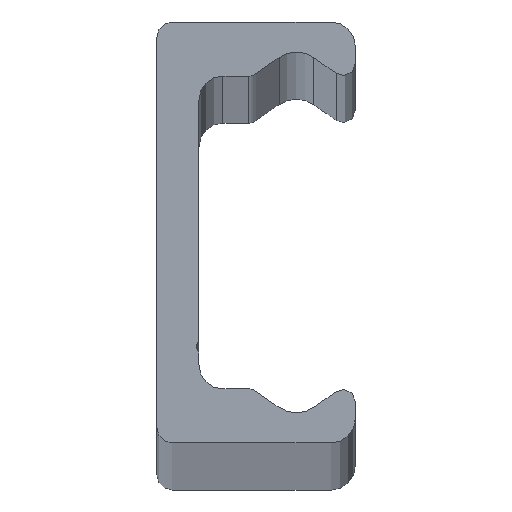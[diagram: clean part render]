
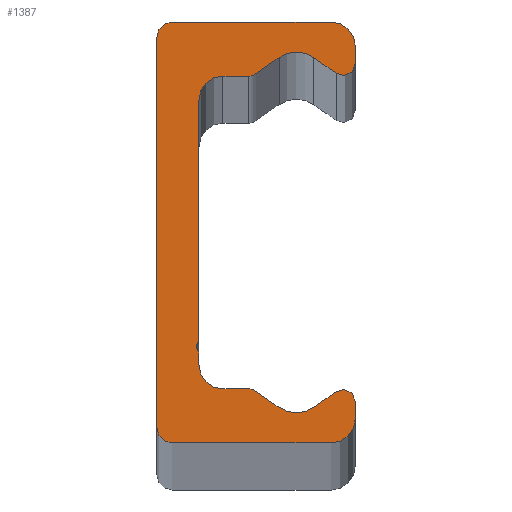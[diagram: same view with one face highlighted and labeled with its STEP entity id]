
A CAD part, top view. The second image highlights one B-rep face of the part: STEP entity #1387.
In plain terms, the highlighted planar face has unit normal (0, 0, 1).
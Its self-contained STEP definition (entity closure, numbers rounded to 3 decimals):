
#34=VECTOR('',#1864,1.);
#39=VECTOR('',#1876,1.);
#43=VECTOR('',#1887,1.);
#47=VECTOR('',#1898,1.);
#51=VECTOR('',#1909,1.);
#55=VECTOR('',#1920,1.);
#59=VECTOR('',#1931,1.);
#63=VECTOR('',#1942,1.);
#67=VECTOR('',#1953,1.);
#71=VECTOR('',#1964,1.);
#75=VECTOR('',#1975,1.);
#79=VECTOR('',#1986,1.);
#83=VECTOR('',#1997,1.);
#86=LINE('',#2233,#34);
#91=LINE('',#2248,#39);
#95=LINE('',#2260,#43);
#99=LINE('',#2272,#47);
#103=LINE('',#2284,#51);
#107=LINE('',#2296,#55);
#111=LINE('',#2308,#59);
#115=LINE('',#2320,#63);
#119=LINE('',#2332,#67);
#123=LINE('',#2344,#71);
#127=LINE('',#2356,#75);
#131=LINE('',#2368,#79);
#135=LINE('',#2380,#83);
#151=PLANE('',#1581);
#265=VERTEX_POINT('',#2234);
#266=VERTEX_POINT('',#2235);
#269=VERTEX_POINT('',#2243);
#271=VERTEX_POINT('',#2249);
#273=VERTEX_POINT('',#2255);
#275=VERTEX_POINT('',#2261);
#277=VERTEX_POINT('',#2267);
#279=VERTEX_POINT('',#2273);
#281=VERTEX_POINT('',#2279);
#283=VERTEX_POINT('',#2285);
#285=VERTEX_POINT('',#2291);
#287=VERTEX_POINT('',#2297);
#289=VERTEX_POINT('',#2303);
#291=VERTEX_POINT('',#2309);
#293=VERTEX_POINT('',#2315);
#295=VERTEX_POINT('',#2321);
#297=VERTEX_POINT('',#2327);
#299=VERTEX_POINT('',#2333);
#301=VERTEX_POINT('',#2339);
#303=VERTEX_POINT('',#2345);
#305=VERTEX_POINT('',#2351);
#307=VERTEX_POINT('',#2357);
#309=VERTEX_POINT('',#2363);
#311=VERTEX_POINT('',#2369);
#313=VERTEX_POINT('',#2375);
#315=VERTEX_POINT('',#2381);
#401=CIRCLE('',#1531,2.);
#403=CIRCLE('',#1535,1.);
#405=CIRCLE('',#1539,2.5);
#407=CIRCLE('',#1543,1.);
#409=CIRCLE('',#1547,2.);
#411=CIRCLE('',#1551,0.5);
#413=CIRCLE('',#1555,2.);
#415=CIRCLE('',#1559,1.);
#417=CIRCLE('',#1563,2.5);
#419=CIRCLE('',#1567,1.);
#421=CIRCLE('',#1571,2.);
#423=CIRCLE('',#1575,1.3);
#425=CIRCLE('',#1579,1.3);
#511=EDGE_CURVE('',#265,#266,#86,.T.);
#515=EDGE_CURVE('',#266,#269,#401,.T.);
#518=EDGE_CURVE('',#269,#271,#91,.T.);
#521=EDGE_CURVE('',#271,#273,#403,.T.);
#524=EDGE_CURVE('',#273,#275,#95,.T.);
#527=EDGE_CURVE('',#275,#277,#405,.T.);
#530=EDGE_CURVE('',#277,#279,#99,.T.);
#533=EDGE_CURVE('',#279,#281,#407,.T.);
#536=EDGE_CURVE('',#281,#283,#103,.T.);
#539=EDGE_CURVE('',#283,#285,#409,.T.);
#542=EDGE_CURVE('',#285,#287,#107,.T.);
#545=EDGE_CURVE('',#287,#289,#411,.T.);
#548=EDGE_CURVE('',#289,#291,#111,.T.);
#551=EDGE_CURVE('',#291,#293,#413,.T.);
#554=EDGE_CURVE('',#293,#295,#115,.T.);
#557=EDGE_CURVE('',#295,#297,#415,.T.);
#560=EDGE_CURVE('',#297,#299,#119,.T.);
#563=EDGE_CURVE('',#299,#301,#417,.T.);
#566=EDGE_CURVE('',#301,#303,#123,.T.);
#569=EDGE_CURVE('',#303,#305,#419,.T.);
#572=EDGE_CURVE('',#305,#307,#127,.T.);
#575=EDGE_CURVE('',#307,#309,#421,.T.);
#578=EDGE_CURVE('',#309,#311,#131,.T.);
#581=EDGE_CURVE('',#311,#313,#423,.T.);
#584=EDGE_CURVE('',#313,#315,#135,.T.);
#587=EDGE_CURVE('',#315,#265,#425,.T.);
#861=ORIENTED_EDGE('',*,*,#511,.F.);
#862=ORIENTED_EDGE('',*,*,#587,.F.);
#863=ORIENTED_EDGE('',*,*,#584,.F.);
#864=ORIENTED_EDGE('',*,*,#581,.F.);
#865=ORIENTED_EDGE('',*,*,#578,.F.);
#866=ORIENTED_EDGE('',*,*,#575,.F.);
#867=ORIENTED_EDGE('',*,*,#572,.F.);
#868=ORIENTED_EDGE('',*,*,#569,.F.);
#869=ORIENTED_EDGE('',*,*,#566,.F.);
#870=ORIENTED_EDGE('',*,*,#563,.F.);
#871=ORIENTED_EDGE('',*,*,#560,.F.);
#872=ORIENTED_EDGE('',*,*,#557,.F.);
#873=ORIENTED_EDGE('',*,*,#554,.F.);
#874=ORIENTED_EDGE('',*,*,#551,.F.);
#875=ORIENTED_EDGE('',*,*,#548,.F.);
#876=ORIENTED_EDGE('',*,*,#545,.F.);
#877=ORIENTED_EDGE('',*,*,#542,.F.);
#878=ORIENTED_EDGE('',*,*,#539,.F.);
#879=ORIENTED_EDGE('',*,*,#536,.F.);
#880=ORIENTED_EDGE('',*,*,#533,.F.);
#881=ORIENTED_EDGE('',*,*,#530,.F.);
#882=ORIENTED_EDGE('',*,*,#527,.F.);
#883=ORIENTED_EDGE('',*,*,#524,.F.);
#884=ORIENTED_EDGE('',*,*,#521,.F.);
#885=ORIENTED_EDGE('',*,*,#518,.F.);
#886=ORIENTED_EDGE('',*,*,#515,.F.);
#1107=EDGE_LOOP('',(#861,#862,#863,#864,#865,#866,#867,#868,#869,#870,#871,
#872,#873,#874,#875,#876,#877,#878,#879,#880,#881,#882,#883,#884,#885,#886));
#1303=FACE_BOUND('',#1107,.T.);
#1387=ADVANCED_FACE('',(#1303),#151,.T.);
#1531=AXIS2_PLACEMENT_3D('',#2242,#1870,#1871);
#1535=AXIS2_PLACEMENT_3D('',#2254,#1881,#1882);
#1539=AXIS2_PLACEMENT_3D('',#2266,#1892,#1893);
#1543=AXIS2_PLACEMENT_3D('',#2278,#1903,#1904);
#1547=AXIS2_PLACEMENT_3D('',#2290,#1914,#1915);
#1551=AXIS2_PLACEMENT_3D('',#2302,#1925,#1926);
#1555=AXIS2_PLACEMENT_3D('',#2314,#1936,#1937);
#1559=AXIS2_PLACEMENT_3D('',#2326,#1947,#1948);
#1563=AXIS2_PLACEMENT_3D('',#2338,#1958,#1959);
#1567=AXIS2_PLACEMENT_3D('',#2350,#1969,#1970);
#1571=AXIS2_PLACEMENT_3D('',#2362,#1980,#1981);
#1575=AXIS2_PLACEMENT_3D('',#2374,#1991,#1992);
#1579=AXIS2_PLACEMENT_3D('',#2386,#2002,#2003);
#1581=AXIS2_PLACEMENT_3D('',#2388,#2006,$);
#1864=DIRECTION('',(1.,0.,0.));
#1870=DIRECTION('',(0.,0.,-1.));
#1871=DIRECTION('',(2.,0.,0.));
#1876=DIRECTION('',(0.,-1.,0.));
#1881=DIRECTION('',(0.,0.,-1.));
#1882=DIRECTION('',(1.,0.,0.));
#1887=DIRECTION('',(-0.819,0.574,0.));
#1892=DIRECTION('',(0.,0.,1.));
#1893=DIRECTION('',(2.5,0.,0.));
#1898=DIRECTION('',(-0.819,-0.574,0.));
#1903=DIRECTION('',(0.,0.,-1.));
#1904=DIRECTION('',(1.,0.,0.));
#1909=DIRECTION('',(-1.,0.,0.));
#1914=DIRECTION('',(0.,0.,1.));
#1915=DIRECTION('',(2.,0.,0.));
#1920=DIRECTION('',(0.,-1.,0.));
#1925=DIRECTION('',(0.,0.,1.));
#1926=DIRECTION('',(0.5,0.,0.));
#1931=DIRECTION('',(0.,-1.,0.));
#1936=DIRECTION('',(0.,0.,1.));
#1937=DIRECTION('',(2.,0.,0.));
#1942=DIRECTION('',(1.,0.,0.));
#1947=DIRECTION('',(0.,0.,-1.));
#1948=DIRECTION('',(1.,0.,0.));
#1953=DIRECTION('',(0.819,-0.574,0.));
#1958=DIRECTION('',(0.,0.,1.));
#1959=DIRECTION('',(2.5,0.,0.));
#1964=DIRECTION('',(0.819,0.574,0.));
#1969=DIRECTION('',(0.,0.,-1.));
#1970=DIRECTION('',(1.,0.,0.));
#1975=DIRECTION('',(0.,-1.,0.));
#1980=DIRECTION('',(0.,0.,-1.));
#1981=DIRECTION('',(2.,0.,0.));
#1986=DIRECTION('',(-1.,0.,0.));
#1991=DIRECTION('',(0.,0.,-1.));
#1992=DIRECTION('',(1.3,0.,0.));
#1997=DIRECTION('',(0.,1.,0.));
#2002=DIRECTION('',(0.,0.,-1.));
#2003=DIRECTION('',(1.3,0.,0.));
#2006=DIRECTION('',(0.,0.,1.));
#2233=CARTESIAN_POINT('',(14.5,17.5,2240.));
#2234=CARTESIAN_POINT('',(1.3,17.5,2240.));
#2235=CARTESIAN_POINT('',(14.5,17.5,2240.));
#2242=CARTESIAN_POINT('',(14.5,15.5,2240.));
#2243=CARTESIAN_POINT('',(16.5,15.5,2240.));
#2248=CARTESIAN_POINT('',(16.5,14.042,2240.));
#2249=CARTESIAN_POINT('',(16.5,14.042,2240.));
#2254=CARTESIAN_POINT('',(15.5,14.042,2240.));
#2255=CARTESIAN_POINT('',(14.926,13.223,2240.));
#2260=CARTESIAN_POINT('',(13.034,14.548,2240.));
#2261=CARTESIAN_POINT('',(13.034,14.548,2240.));
#2266=CARTESIAN_POINT('',(11.6,12.5,2240.));
#2267=CARTESIAN_POINT('',(10.166,14.548,2240.));
#2272=CARTESIAN_POINT('',(8.214,13.181,2240.));
#2273=CARTESIAN_POINT('',(8.214,13.181,2240.));
#2278=CARTESIAN_POINT('',(7.64,14.,2240.));
#2279=CARTESIAN_POINT('',(7.64,13.,2240.));
#2284=CARTESIAN_POINT('',(5.5,13.,2240.));
#2285=CARTESIAN_POINT('',(5.5,13.,2240.));
#2290=CARTESIAN_POINT('',(5.5,11.,2240.));
#2291=CARTESIAN_POINT('',(3.5,11.,2240.));
#2296=CARTESIAN_POINT('',(3.5,-9.067,2240.));
#2297=CARTESIAN_POINT('',(3.5,-9.067,2240.));
#2302=CARTESIAN_POINT('',(3.75,-9.5,2240.));
#2303=CARTESIAN_POINT('',(3.5,-9.933,2240.));
#2308=CARTESIAN_POINT('',(3.5,-11.,2240.));
#2309=CARTESIAN_POINT('',(3.5,-11.,2240.));
#2314=CARTESIAN_POINT('',(5.5,-11.,2240.));
#2315=CARTESIAN_POINT('',(5.5,-13.,2240.));
#2320=CARTESIAN_POINT('',(7.64,-13.,2240.));
#2321=CARTESIAN_POINT('',(7.64,-13.,2240.));
#2326=CARTESIAN_POINT('',(7.64,-14.,2240.));
#2327=CARTESIAN_POINT('',(8.214,-13.181,2240.));
#2332=CARTESIAN_POINT('',(10.166,-14.548,2240.));
#2333=CARTESIAN_POINT('',(10.166,-14.548,2240.));
#2338=CARTESIAN_POINT('',(11.6,-12.5,2240.));
#2339=CARTESIAN_POINT('',(13.034,-14.548,2240.));
#2344=CARTESIAN_POINT('',(14.926,-13.223,2240.));
#2345=CARTESIAN_POINT('',(14.926,-13.223,2240.));
#2350=CARTESIAN_POINT('',(15.5,-14.042,2240.));
#2351=CARTESIAN_POINT('',(16.5,-14.042,2240.));
#2356=CARTESIAN_POINT('',(16.5,-15.5,2240.));
#2357=CARTESIAN_POINT('',(16.5,-15.5,2240.));
#2362=CARTESIAN_POINT('',(14.5,-15.5,2240.));
#2363=CARTESIAN_POINT('',(14.5,-17.5,2240.));
#2368=CARTESIAN_POINT('',(1.3,-17.5,2240.));
#2369=CARTESIAN_POINT('',(1.3,-17.5,2240.));
#2374=CARTESIAN_POINT('',(1.3,-16.2,2240.));
#2375=CARTESIAN_POINT('',(0.,-16.2,2240.));
#2380=CARTESIAN_POINT('',(0.,16.2,2240.));
#2381=CARTESIAN_POINT('',(0.,16.2,2240.));
#2386=CARTESIAN_POINT('',(1.3,16.2,2240.));
#2388=CARTESIAN_POINT('',(5.942,-0.014,2240.));
